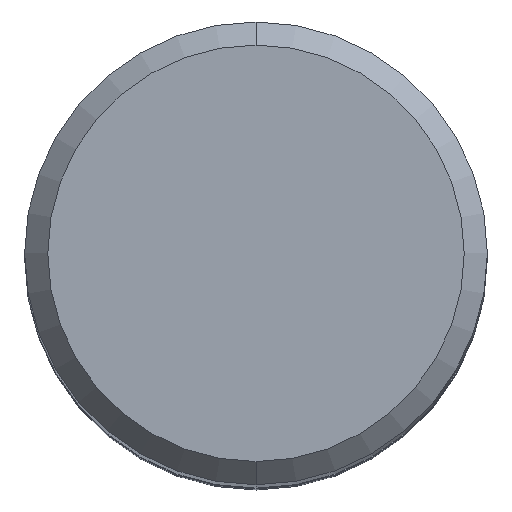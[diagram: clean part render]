
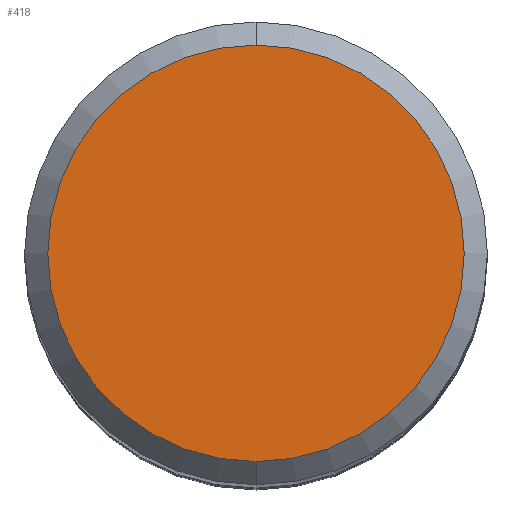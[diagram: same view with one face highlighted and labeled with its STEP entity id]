
A CAD part, top view. The second image highlights one B-rep face of the part: STEP entity #418.
In plain terms, the highlighted planar face has unit normal (0, 0, 1).
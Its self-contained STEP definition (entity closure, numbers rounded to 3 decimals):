
#194=EDGE_CURVE('',#250,#286,#523,.T.);
#198=EDGE_CURVE('',#286,#250,#527,.T.);
#250=VERTEX_POINT('',#585);
#286=VERTEX_POINT('',#626);
#418=ADVANCED_FACE('',(#770),#771,.T.);
#523=CIRCLE('',#884,5.4);
#527=CIRCLE('',#891,5.4);
#585=CARTESIAN_POINT('',(0.0,5.4,0.0));
#626=CARTESIAN_POINT('',(0.,-5.4,0.0));
#770=FACE_OUTER_BOUND('',#1430,.T.);
#771=PLANE('',#1431);
#884=AXIS2_PLACEMENT_3D('',#1600,#1601,#1602);
#891=AXIS2_PLACEMENT_3D('',#1604,#1605,#1606);
#1430=EDGE_LOOP('',(#1866,#1867));
#1431=AXIS2_PLACEMENT_3D('',#1868,#1869,#1870);
#1600=CARTESIAN_POINT('',(0.0,0.0,0.0));
#1601=DIRECTION('',(0.0,0.0,-1.0));
#1602=DIRECTION('',(0.0,1.0,0.0));
#1604=CARTESIAN_POINT('',(0.0,0.0,0.0));
#1605=DIRECTION('',(0.0,0.0,-1.0));
#1606=DIRECTION('',(0.0,1.0,0.0));
#1866=ORIENTED_EDGE('',*,*,#194,.F.);
#1867=ORIENTED_EDGE('',*,*,#198,.F.);
#1868=CARTESIAN_POINT('',(0.0,2.7,0.0));
#1869=DIRECTION('',(-0.0,0.0,1.0));
#1870=DIRECTION('',(0.0,-1.0,0.0));
